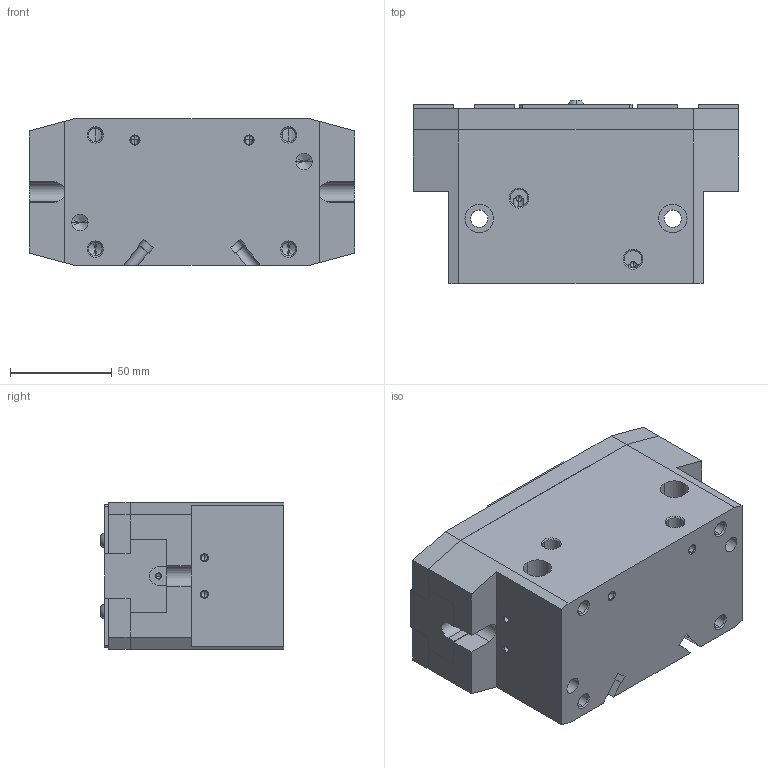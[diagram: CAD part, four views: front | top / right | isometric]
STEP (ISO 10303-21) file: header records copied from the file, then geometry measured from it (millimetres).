
FILE_DESCRIPTION( ( '' ), '1' );
FILE_NAME( 'qpg216_op160inc_0_2_14a.stp', '2010-10-25T14:14:13', ( '' ), ( '' ), ' ', ' ', ' ' );
FILE_SCHEMA( ( 'automotive_design' ) );
Length unit declared in the file: millimetre
Products named in the file (3): 1; 2; 3
Bounding box: 160 x 90.2 x 72 mm (x, y, z)
Volume: 827955.6 mm3; surface area: 116913.6 mm2
Topology: 3 solids, 3 shells, 424 faces, 1056 edges, 648 vertices
Faces by surface type: plane 216, cylinder 108, cone 96, torus 4
Entity records: 24330 total; most frequent: CARTESIAN_POINT 2441, DIRECTION 2138, STYLED_ITEM 2091, PRESENTATION_STYLE_ASSIGNMENT 2091, COLOUR_RGB 2091, ORIENTED_EDGE 2032, EDGE_CURVE 1016, CURVE_STYLE 1016
